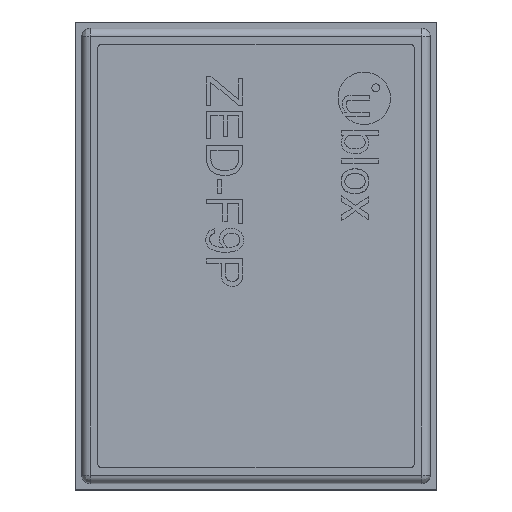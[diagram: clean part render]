
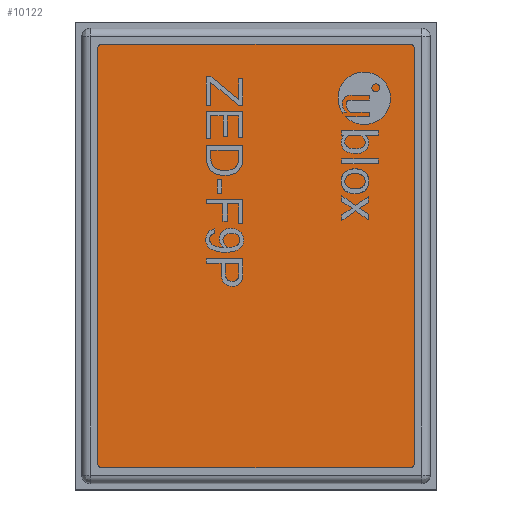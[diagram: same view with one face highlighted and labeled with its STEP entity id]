
A CAD part, top view. The second image highlights one B-rep face of the part: STEP entity #10122.
In plain terms, the highlighted planar face has unit normal (0, 0, 1).
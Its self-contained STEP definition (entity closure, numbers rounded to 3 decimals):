
#385 = EDGE_LOOP ( 'NONE', ( #10015, #5870, #36317, #13225, #15350, #32285, #4991, #38632 ) ) ;
#420 = EDGE_CURVE ( 'NONE', #7362, #40190, #28386, .T. ) ;
#450 = CARTESIAN_POINT ( 'NONE',  ( 7.25, -9.75, 2.485 ) ) ;
#1701 = EDGE_CURVE ( 'NONE', #35974, #28608, #28007, .T. ) ;
#1769 = DIRECTION ( 'NONE',  ( 1., 0., 0. ) ) ;
#2413 = VERTEX_POINT ( 'NONE', #9684 ) ;
#2650 = VERTEX_POINT ( 'NONE', #20117 ) ;
#3981 = DIRECTION ( 'NONE',  ( 0., -1., 0. ) ) ;
#4991 = ORIENTED_EDGE ( 'NONE', *, *, #1701, .T. ) ;
#5311 = LINE ( 'NONE', #30491, #8051 ) ;
#5870 = ORIENTED_EDGE ( 'NONE', *, *, #7492, .T. ) ;
#7229 = CARTESIAN_POINT ( 'NONE',  ( 7.25, 9.95, 2.485 ) ) ;
#7362 = VERTEX_POINT ( 'NONE', #22532 ) ;
#7492 = EDGE_CURVE ( 'NONE', #26217, #15096, #41290, .T. ) ;
#7692 = DIRECTION ( 'NONE',  ( 1., 0., 0. ) ) ;
#8051 = VECTOR ( 'NONE', #1769, 1000. ) ;
#8231 = DIRECTION ( 'NONE',  ( 0., 0., 1. ) ) ;
#9032 = EDGE_CURVE ( 'NONE', #2413, #26217, #18830, .T. ) ;
#9623 = VECTOR ( 'NONE', #40648, 1000. ) ;
#9684 = CARTESIAN_POINT ( 'NONE',  ( 7.45, 9.75, 2.485 ) ) ;
#10015 = ORIENTED_EDGE ( 'NONE', *, *, #9032, .T. ) ;
#10122 = ADVANCED_FACE ( 'NONE', ( #23179 ), #35968, .T. ) ;
#10128 = VECTOR ( 'NONE', #27654, 1000. ) ;
#10481 = EDGE_CURVE ( 'NONE', #15096, #2650, #38964, .T. ) ;
#11191 = DIRECTION ( 'NONE',  ( 0., 0., 1. ) ) ;
#11842 = EDGE_CURVE ( 'NONE', #40190, #35974, #5311, .T. ) ;
#12732 = DIRECTION ( 'NONE',  ( 0., 0., 1. ) ) ;
#13225 = ORIENTED_EDGE ( 'NONE', *, *, #38344, .T. ) ;
#14085 = DIRECTION ( 'NONE',  ( 1., 0., 0. ) ) ;
#15096 = VERTEX_POINT ( 'NONE', #34842 ) ;
#15350 = ORIENTED_EDGE ( 'NONE', *, *, #420, .T. ) ;
#17275 = CARTESIAN_POINT ( 'NONE',  ( -7.45, 0., 2.485 ) ) ;
#18106 = CARTESIAN_POINT ( 'NONE',  ( 7.45, 0., 2.485 ) ) ;
#18340 = CARTESIAN_POINT ( 'NONE',  ( -7.25, -9.75, 2.485 ) ) ;
#18343 = CARTESIAN_POINT ( 'NONE',  ( 0., 9.95, 2.485 ) ) ;
#18830 = CIRCLE ( 'NONE', #30168, 0.2 ) ;
#20117 = CARTESIAN_POINT ( 'NONE',  ( -7.45, 9.75, 2.485 ) ) ;
#20643 = CARTESIAN_POINT ( 'NONE',  ( -7.25, 9.75, 2.485 ) ) ;
#22532 = CARTESIAN_POINT ( 'NONE',  ( -7.45, -9.75, 2.485 ) ) ;
#23078 = DIRECTION ( 'NONE',  ( 0., 0., 1. ) ) ;
#23179 = FACE_OUTER_BOUND ( 'NONE', #385, .T. ) ;
#23722 = AXIS2_PLACEMENT_3D ( 'NONE', #18340, #8231, #28104 ) ;
#25457 = DIRECTION ( 'NONE',  ( 1., 0., 0. ) ) ;
#26217 = VERTEX_POINT ( 'NONE', #7229 ) ;
#26293 = CARTESIAN_POINT ( 'NONE',  ( 0., 0., 2.485 ) ) ;
#26891 = CARTESIAN_POINT ( 'NONE',  ( 7.25, -9.95, 2.485 ) ) ;
#26900 = AXIS2_PLACEMENT_3D ( 'NONE', #20643, #11191, #36745 ) ;
#27654 = DIRECTION ( 'NONE',  ( 0., 1., 0. ) ) ;
#28007 = CIRCLE ( 'NONE', #29399, 0.2 ) ;
#28017 = CARTESIAN_POINT ( 'NONE',  ( -7.25, -9.95, 2.485 ) ) ;
#28104 = DIRECTION ( 'NONE',  ( 1., 0., 0. ) ) ;
#28386 = CIRCLE ( 'NONE', #23722, 0.2 ) ;
#28608 = VERTEX_POINT ( 'NONE', #35010 ) ;
#29399 = AXIS2_PLACEMENT_3D ( 'NONE', #450, #23078, #14085 ) ;
#30168 = AXIS2_PLACEMENT_3D ( 'NONE', #33251, #33649, #7692 ) ;
#30491 = CARTESIAN_POINT ( 'NONE',  ( 0., -9.95, 2.485 ) ) ;
#30890 = AXIS2_PLACEMENT_3D ( 'NONE', #26293, #12732, #25457 ) ;
#32285 = ORIENTED_EDGE ( 'NONE', *, *, #11842, .T. ) ;
#33251 = CARTESIAN_POINT ( 'NONE',  ( 7.25, 9.75, 2.485 ) ) ;
#33649 = DIRECTION ( 'NONE',  ( 0., 0., 1. ) ) ;
#34842 = CARTESIAN_POINT ( 'NONE',  ( -7.25, 9.95, 2.485 ) ) ;
#35010 = CARTESIAN_POINT ( 'NONE',  ( 7.45, -9.75, 2.485 ) ) ;
#35651 = LINE ( 'NONE', #17275, #37144 ) ;
#35968 = PLANE ( 'NONE',  #30890 ) ;
#35974 = VERTEX_POINT ( 'NONE', #26891 ) ;
#36317 = ORIENTED_EDGE ( 'NONE', *, *, #10481, .T. ) ;
#36745 = DIRECTION ( 'NONE',  ( 1., 0., 0. ) ) ;
#37144 = VECTOR ( 'NONE', #3981, 1000. ) ;
#38344 = EDGE_CURVE ( 'NONE', #2650, #7362, #35651, .T. ) ;
#38632 = ORIENTED_EDGE ( 'NONE', *, *, #38945, .T. ) ;
#38945 = EDGE_CURVE ( 'NONE', #28608, #2413, #40628, .T. ) ;
#38964 = CIRCLE ( 'NONE', #26900, 0.2 ) ;
#40190 = VERTEX_POINT ( 'NONE', #28017 ) ;
#40628 = LINE ( 'NONE', #18106, #10128 ) ;
#40648 = DIRECTION ( 'NONE',  ( -1., 0., 0. ) ) ;
#41290 = LINE ( 'NONE', #18343, #9623 ) ;
